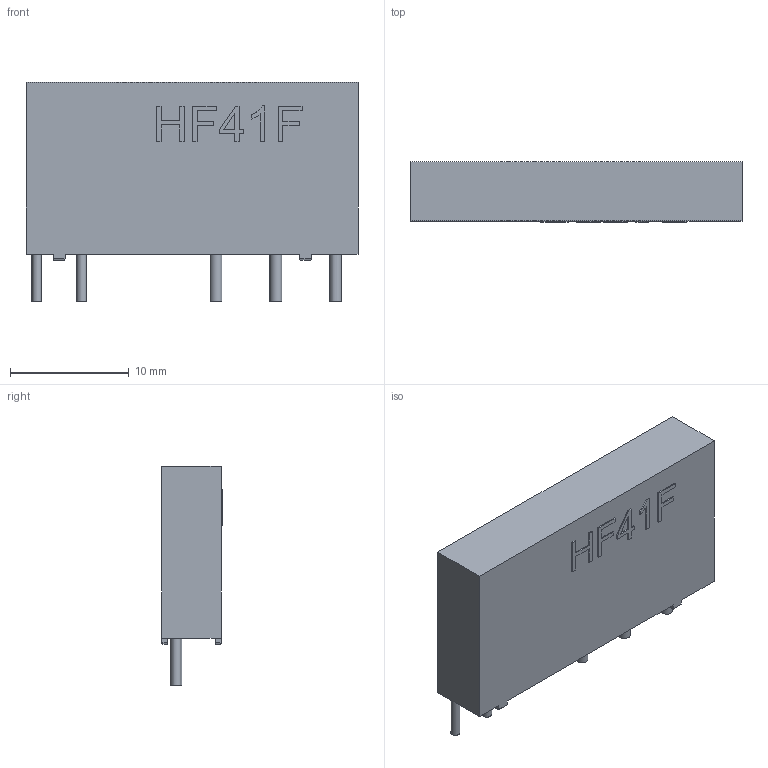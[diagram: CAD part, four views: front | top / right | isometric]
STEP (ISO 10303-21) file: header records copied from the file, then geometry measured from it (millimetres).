
FILE_DESCRIPTION(/* description */ (''),/* implementation_level */ '2;1');
FILE_NAME(/* name */ 'Relay v2.step',/* time_stamp */ '2021-06-18T11:25:36+02:00',/* author */ (''),/* organization */ (''),/* preprocessor_version */ 'ST-DEVELOPER v18.1',/* originating_system */ 'Autodesk Translation Framework v10.9.0.1377',/* authorisation */ '');
FILE_SCHEMA (('AUTOMOTIVE_DESIGN { 1 0 10303 214 3 1 1 }'));
Length unit declared in the file: millimetre
Products named in the file (1): Relay
Bounding box: 28 x 5.1 x 18.5 mm (x, y, z)
Volume: 2045.5 mm3; surface area: 1335.5 mm2
Topology: 11 solids, 11 shells, 118 faces, 272 edges, 176 vertices
Faces by surface type: plane 93, cylinder 21, bspline 4
Full cylindrical faces by diameter (mm): 0.8 x2, 1 x3
Entity records: 3316 total; most frequent: CARTESIAN_POINT 603, ORIENTED_EDGE 544, DIRECTION 520, EDGE_CURVE 272, LINE 238, VECTOR 238, VERTEX_POINT 176, AXIS2_PLACEMENT_3D 141
